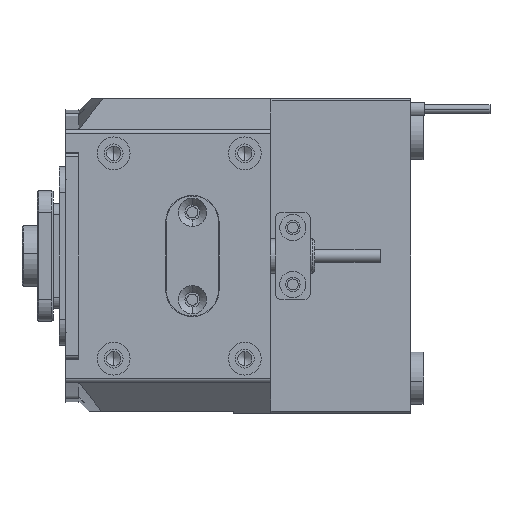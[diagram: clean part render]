
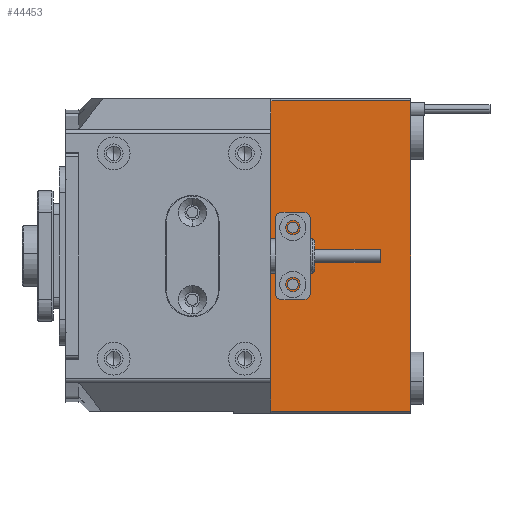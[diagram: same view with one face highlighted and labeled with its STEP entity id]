
A CAD part, left-side view. The second image highlights one B-rep face of the part: STEP entity #44453.
In plain terms, the highlighted planar face has unit normal (-1, 0, 0).
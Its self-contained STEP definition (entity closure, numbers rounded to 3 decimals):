
#1149 = CARTESIAN_POINT ( 'NONE',  ( -62.5, -14., 36. ) ) ;
#1380 = ORIENTED_EDGE ( 'NONE', *, *, #17596, .T. ) ;
#1802 = DIRECTION ( 'NONE',  ( 0., 0., 1. ) ) ;
#2011 = EDGE_CURVE ( 'NONE', #17696, #19738, #12776, .T. ) ;
#2469 = EDGE_CURVE ( 'NONE', #11694, #2883, #6912, .T. ) ;
#2883 = VERTEX_POINT ( 'NONE', #8666 ) ;
#3816 = AXIS2_PLACEMENT_3D ( 'NONE', #39409, #35925, #47131 ) ;
#4966 = CARTESIAN_POINT ( 'NONE',  ( -62.5, -46., -35.5 ) ) ;
#5117 = EDGE_CURVE ( 'NONE', #36558, #42648, #48609, .T. ) ;
#5609 = CARTESIAN_POINT ( 'NONE',  ( -62.5, -46., 35.5 ) ) ;
#5919 = DIRECTION ( 'NONE',  ( 0., 0., -1. ) ) ;
#6662 = FACE_BOUND ( 'NONE', #33799, .T. ) ;
#6912 = LINE ( 'NONE', #5609, #17472 ) ;
#8266 = VERTEX_POINT ( 'NONE', #44753 ) ;
#8666 = CARTESIAN_POINT ( 'NONE',  ( -62.5, -14., 35.5 ) ) ;
#9620 = ORIENTED_EDGE ( 'NONE', *, *, #5117, .F. ) ;
#10161 = PLANE ( 'NONE',  #21971 ) ;
#11056 = VECTOR ( 'NONE', #14375, 1000. ) ;
#11694 = VERTEX_POINT ( 'NONE', #24633 ) ;
#11781 = VECTOR ( 'NONE', #20230, 1000. ) ;
#11794 = CIRCLE ( 'NONE', #40086, 1.25 ) ;
#12034 = CIRCLE ( 'NONE', #19094, 1.25 ) ;
#12776 = LINE ( 'NONE', #40957, #11056 ) ;
#13526 = CARTESIAN_POINT ( 'NONE',  ( -62.5, -19., -6.5 ) ) ;
#14375 = DIRECTION ( 'NONE',  ( 0., -1., 0. ) ) ;
#17472 = VECTOR ( 'NONE', #40041, 1000. ) ;
#17596 = EDGE_CURVE ( 'NONE', #2883, #17696, #44817, .T. ) ;
#17696 = VERTEX_POINT ( 'NONE', #28438 ) ;
#18793 = ORIENTED_EDGE ( 'NONE', *, *, #2011, .T. ) ;
#19094 = AXIS2_PLACEMENT_3D ( 'NONE', #28465, #31951, #1802 ) ;
#19726 = DIRECTION ( 'NONE',  ( 0., 0., 1. ) ) ;
#19738 = VERTEX_POINT ( 'NONE', #4966 ) ;
#20230 = DIRECTION ( 'NONE',  ( 0., 0., -1. ) ) ;
#21143 = DIRECTION ( 'NONE',  ( 0., 0., 1. ) ) ;
#21971 = AXIS2_PLACEMENT_3D ( 'NONE', #43304, #36382, #5919 ) ;
#24633 = CARTESIAN_POINT ( 'NONE',  ( -62.5, -46., 35.5 ) ) ;
#25808 = ORIENTED_EDGE ( 'NONE', *, *, #37484, .F. ) ;
#26339 = EDGE_CURVE ( 'NONE', #42648, #36558, #11794, .T. ) ;
#26565 = CARTESIAN_POINT ( 'NONE',  ( -62.5, -46., 36. ) ) ;
#27270 = DIRECTION ( 'NONE',  ( -1., 0., 0. ) ) ;
#28438 = CARTESIAN_POINT ( 'NONE',  ( -62.5, -14., -35.5 ) ) ;
#28465 = CARTESIAN_POINT ( 'NONE',  ( -62.5, -19., 6.5 ) ) ;
#30760 = CIRCLE ( 'NONE', #3816, 1.25 ) ;
#31498 = EDGE_CURVE ( 'NONE', #8266, #34151, #12034, .T. ) ;
#31772 = CARTESIAN_POINT ( 'NONE',  ( -62.5, -19., -5.25 ) ) ;
#31951 = DIRECTION ( 'NONE',  ( -1., 0., 0. ) ) ;
#32721 = ORIENTED_EDGE ( 'NONE', *, *, #26339, .F. ) ;
#33799 = EDGE_LOOP ( 'NONE', ( #9620, #32721 ) ) ;
#34151 = VERTEX_POINT ( 'NONE', #43334 ) ;
#34355 = CARTESIAN_POINT ( 'NONE',  ( -62.5, -19., -7.75 ) ) ;
#35246 = EDGE_LOOP ( 'NONE', ( #1380, #18793, #25808, #42008 ) ) ;
#35483 = ORIENTED_EDGE ( 'NONE', *, *, #31498, .F. ) ;
#35925 = DIRECTION ( 'NONE',  ( -1., 0., 0. ) ) ;
#36382 = DIRECTION ( 'NONE',  ( 1., 0., 0. ) ) ;
#36429 = EDGE_LOOP ( 'NONE', ( #38034, #35483 ) ) ;
#36558 = VERTEX_POINT ( 'NONE', #31772 ) ;
#37484 = EDGE_CURVE ( 'NONE', #11694, #19738, #40224, .T. ) ;
#37656 = EDGE_CURVE ( 'NONE', #34151, #8266, #30760, .T. ) ;
#38034 = ORIENTED_EDGE ( 'NONE', *, *, #37656, .F. ) ;
#39409 = CARTESIAN_POINT ( 'NONE',  ( -62.5, -19., 6.5 ) ) ;
#40041 = DIRECTION ( 'NONE',  ( 0., 1., 0. ) ) ;
#40086 = AXIS2_PLACEMENT_3D ( 'NONE', #41809, #27270, #19726 ) ;
#40224 = LINE ( 'NONE', #26565, #46695 ) ;
#40957 = CARTESIAN_POINT ( 'NONE',  ( -62.5, -46., -35.5 ) ) ;
#41809 = CARTESIAN_POINT ( 'NONE',  ( -62.5, -19., -6.5 ) ) ;
#42008 = ORIENTED_EDGE ( 'NONE', *, *, #2469, .T. ) ;
#42648 = VERTEX_POINT ( 'NONE', #34355 ) ;
#43186 = FACE_BOUND ( 'NONE', #36429, .T. ) ;
#43304 = CARTESIAN_POINT ( 'NONE',  ( -62.5, -46., 36. ) ) ;
#43334 = CARTESIAN_POINT ( 'NONE',  ( -62.5, -19., 7.75 ) ) ;
#44046 = DIRECTION ( 'NONE',  ( -1., 0., 0. ) ) ;
#44453 = ADVANCED_FACE ( 'NONE', ( #43186, #6662, #47914 ), #10161, .F. ) ;
#44753 = CARTESIAN_POINT ( 'NONE',  ( -62.5, -19., 5.25 ) ) ;
#44817 = LINE ( 'NONE', #1149, #11781 ) ;
#45040 = DIRECTION ( 'NONE',  ( 0., 0., -1. ) ) ;
#45228 = AXIS2_PLACEMENT_3D ( 'NONE', #13526, #44046, #21143 ) ;
#46695 = VECTOR ( 'NONE', #45040, 1000. ) ;
#47131 = DIRECTION ( 'NONE',  ( 0., 0., 1. ) ) ;
#47914 = FACE_OUTER_BOUND ( 'NONE', #35246, .T. ) ;
#48609 = CIRCLE ( 'NONE', #45228, 1.25 ) ;
